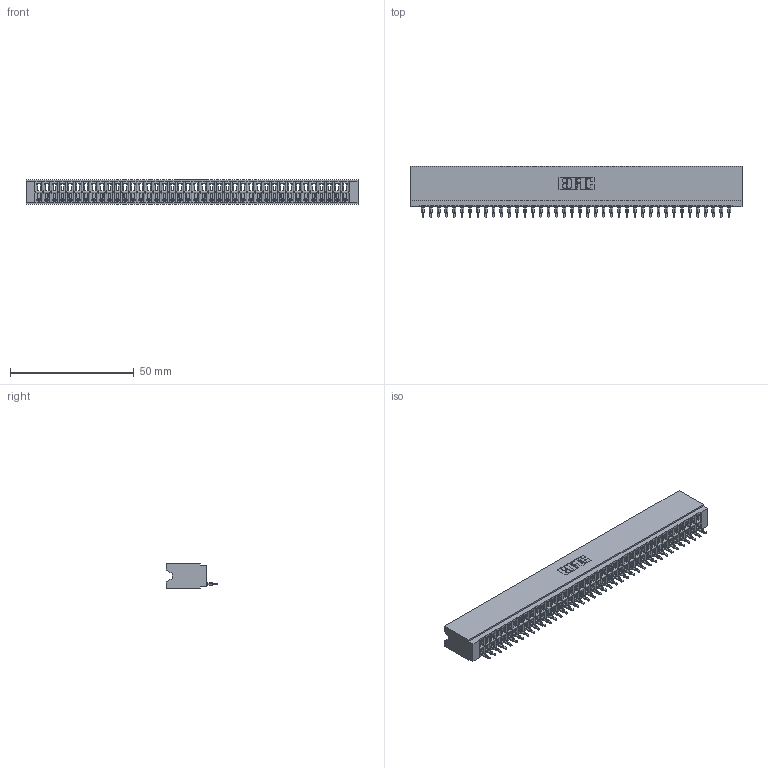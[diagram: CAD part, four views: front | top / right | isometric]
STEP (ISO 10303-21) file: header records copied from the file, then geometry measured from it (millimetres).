
FILE_DESCRIPTION (( 'STEP AP203' ), '1' );
FILE_NAME ('746-040-525-106.STEP', '2026-03-04T15:50:03', ( '' ), ( '' ), 'SwSTEP 2.0', 'SolidWorks 2023', '' );
FILE_SCHEMA (( 'CONFIG_CONTROL_DESIGN' ));
Length unit declared in the file: millimetre
Products named in the file (3): 746 Part_.515 Slot Depth - 06; 746-292-001_525; 746-040-525-106
Assembly tree (41 placements, depth 2):
  746-040-525-106
    746 Part_.515 Slot Depth - 06
    746-292-001_525  x40
Bounding box: 134.24 x 20.82 x 9.91 mm (x, y, z)
Volume: 13961.8 mm3; surface area: 20496.7 mm2
Topology: 41 solids, 41 shells, 4418 faces, 12545 edges, 8055 vertices
Faces by surface type: plane 2576, cylinder 802, bspline 800, torus 240
Entity records: 60745 total; most frequent: CARTESIAN_POINT 12308, ORIENTED_EDGE 10660, DIRECTION 8824, EDGE_CURVE 5330, LINE 4746, VECTOR 4746, VERTEX_POINT 3531, AXIS2_PLACEMENT_3D 2039
